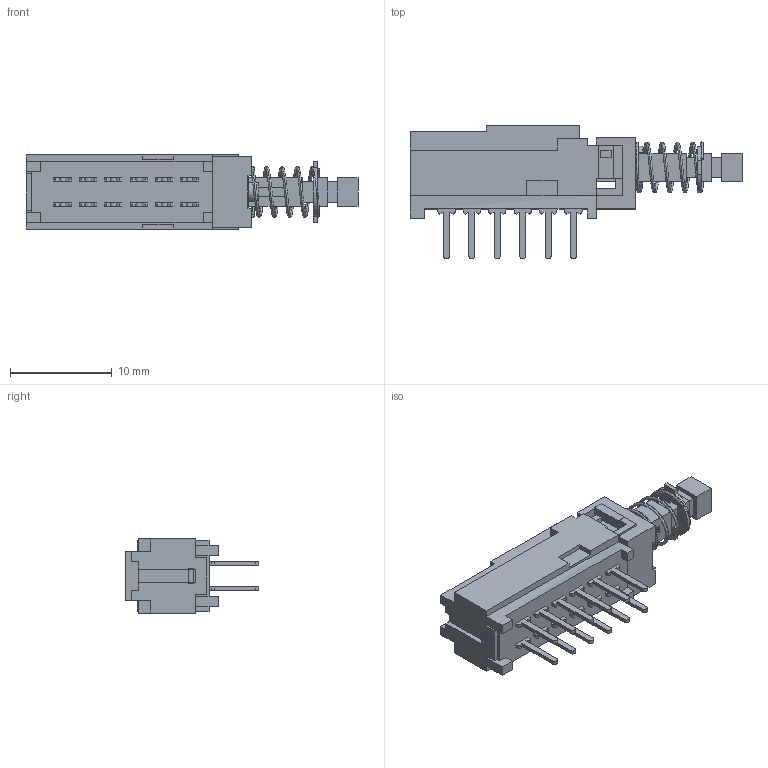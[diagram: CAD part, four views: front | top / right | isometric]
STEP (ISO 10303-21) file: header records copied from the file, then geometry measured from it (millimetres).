
FILE_DESCRIPTION (( 'STEP AP214' ), '1' );
FILE_NAME ('PBH4UEENAGX.STEP', '2022-09-13T10:02:16', ( '' ), ( '' ), 'SwSTEP 2.0', 'SolidWorks 2017', '' );
FILE_SCHEMA (( 'AUTOMOTIVE_DESIGN' ));
Length unit declared in the file: millimetre
Products named in the file (8): Body2; Body3; Body1; PBH4UEENAGX; PBH4UEENAGX--3DModel-STEP-520916; Body6; Body4; Body5
Assembly tree (7 placements, depth 3):
  PBH4UEENAGX
    PBH4UEENAGX--3DModel-STEP-520916
      Body1
      Body2
      Body3
      Body4
      Body5
      Body6
Bounding box: 32.7 x 13.15 x 7.3 mm (x, y, z)
Volume: 808.5 mm3; surface area: 1969.7 mm2
Topology: 6 solids, 6 shells, 378 faces, 1053 edges, 698 vertices
Faces by surface type: plane 324, cylinder 52, bspline 2
Entity records: 17696 total; most frequent: CARTESIAN_POINT 3431, ORIENTED_EDGE 2106, DIRECTION 1918, EDGE_CURVE 1053, VECTOR 940, LINE 940, VERTEX_POINT 698, AXIS2_PLACEMENT_3D 489
